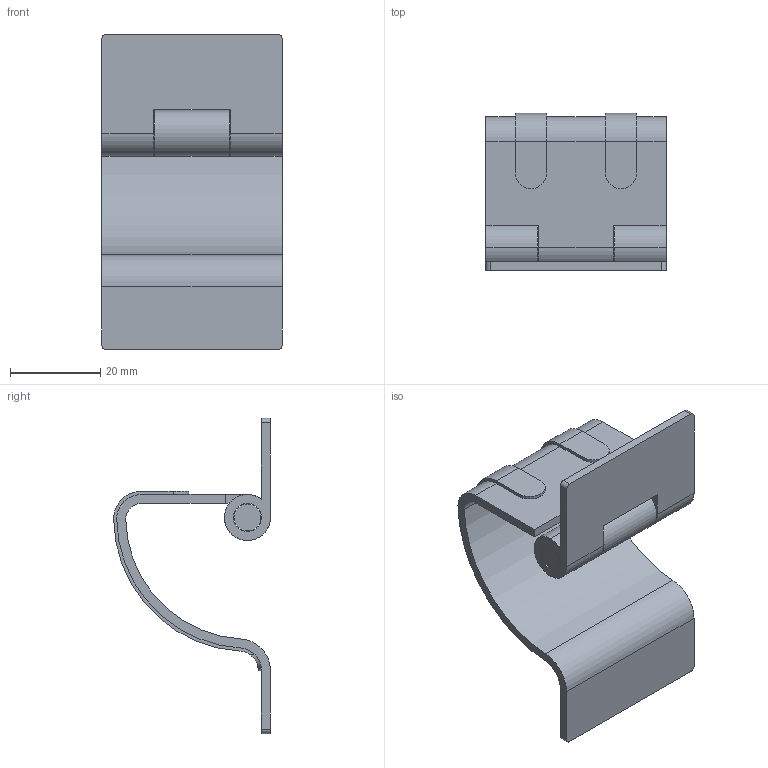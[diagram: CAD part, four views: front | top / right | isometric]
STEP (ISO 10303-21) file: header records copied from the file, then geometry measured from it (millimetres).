
FILE_DESCRIPTION (( 'STEP AP203' ), '1' );
FILE_NAME ('B-1008-13.STEP', '2009-01-07T00:58:59', ( ' ' ), ( ' ' ), 'SwSTEP 2.0', 'SolidWorks 2007', '' );
FILE_SCHEMA (( 'CONFIG_CONTROL_DESIGN' ));
Length unit declared in the file: millimetre
Products named in the file (4): B-1008-13幉__棉太倌; B-1008-13僸儞僕B__棉太倌; B-1008-13僸儞僕A__棉太倌; B-1008-13
Assembly tree (3 placements, depth 2):
  B-1008-13
    B-1008-13僸儞僕A__棉太倌
    B-1008-13僸儞僕B__棉太倌
    B-1008-13幉__棉太倌
Bounding box: 40 x 34.8 x 70 mm (x, y, z)
Volume: 12624.5 mm3; surface area: 12733.4 mm2
Topology: 3 solids, 3 shells, 74 faces, 204 edges, 136 vertices
Faces by surface type: cylinder 45, plane 29
Entity records: 2944 total; most frequent: CARTESIAN_POINT 556, DIRECTION 446, ORIENTED_EDGE 408, EDGE_CURVE 204, AXIS2_PLACEMENT_3D 170, VERTEX_POINT 136, VECTOR 106, LINE 106
